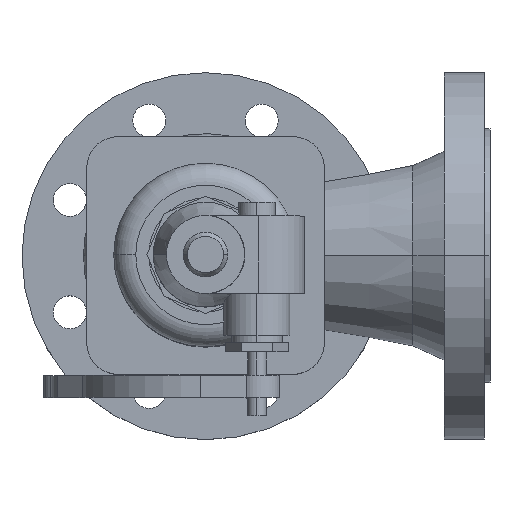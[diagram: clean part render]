
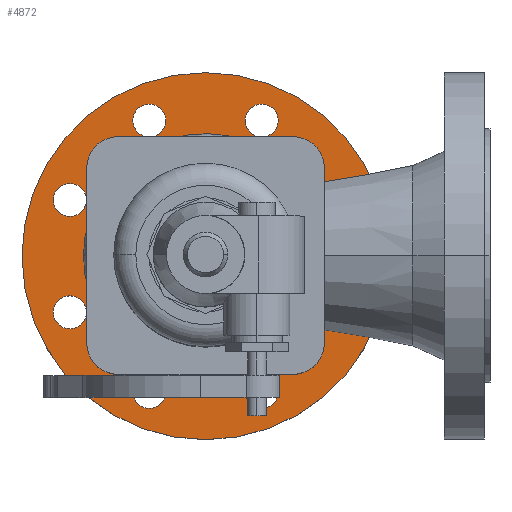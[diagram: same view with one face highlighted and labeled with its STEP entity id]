
A CAD part, top view. The second image highlights one B-rep face of the part: STEP entity #4872.
In plain terms, the highlighted planar face has unit normal (0, 0, 1).
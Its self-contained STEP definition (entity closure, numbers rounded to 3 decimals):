
#1665=CARTESIAN_POINT('',(-100.,0.,24.8));
#1666=VERTEX_POINT('',#1665);
#1667=CARTESIAN_POINT('',(100.,-0.,24.8));
#1668=VERTEX_POINT('',#1667);
#1669=CARTESIAN_POINT('',(0.,-0.,24.8));
#1670=DIRECTION('',(-0.,0.,-1.));
#1671=DIRECTION('',(-1.,0.,0.));
#1672=AXIS2_PLACEMENT_3D('',#1669,#1670,#1671);
#1673=CIRCLE('',#1672,100.);
#1674=EDGE_CURVE('',#1666,#1668,#1673,.T.);
#1707=CARTESIAN_POINT('',(57.,0.,24.8));
#1708=VERTEX_POINT('',#1707);
#1709=CARTESIAN_POINT('',(-57.,-0.,24.8));
#1710=VERTEX_POINT('',#1709);
#1711=CARTESIAN_POINT('',(0.,-0.,24.8));
#1712=DIRECTION('',(0.,0.,-1.));
#1713=DIRECTION('',(-1.,0.,0.));
#1714=AXIS2_PLACEMENT_3D('',#1711,#1712,#1713);
#1715=CIRCLE('',#1714,57.);
#1716=EDGE_CURVE('',#1708,#1710,#1715,.T.);
#3709=CARTESIAN_POINT('',(82.91,30.615,24.8));
#3710=VERTEX_POINT('',#3709);
#3717=CARTESIAN_POINT('',(64.91,30.615,24.8));
#3718=VERTEX_POINT('',#3717);
#3719=CARTESIAN_POINT('',(73.91,30.615,24.8));
#3720=DIRECTION('',(0.,0.,-1.));
#3721=DIRECTION('',(1.,0.,0.));
#3722=AXIS2_PLACEMENT_3D('',#3719,#3720,#3721);
#3723=CIRCLE('',#3722,9.);
#3724=EDGE_CURVE('',#3718,#3710,#3723,.T.);
#3751=CARTESIAN_POINT('',(82.91,-30.615,24.8));
#3752=VERTEX_POINT('',#3751);
#3759=CARTESIAN_POINT('',(64.91,-30.615,24.8));
#3760=VERTEX_POINT('',#3759);
#3761=CARTESIAN_POINT('',(73.91,-30.615,24.8));
#3762=DIRECTION('',(0.,0.,-1.));
#3763=DIRECTION('',(1.,0.,0.));
#3764=AXIS2_PLACEMENT_3D('',#3761,#3762,#3763);
#3765=CIRCLE('',#3764,9.);
#3766=EDGE_CURVE('',#3760,#3752,#3765,.T.);
#3782=CARTESIAN_POINT('',(21.615,-73.91,24.8));
#3783=VERTEX_POINT('',#3782);
#3784=CARTESIAN_POINT('',(39.615,-73.91,24.8));
#3785=VERTEX_POINT('',#3784);
#3786=CARTESIAN_POINT('',(30.615,-73.91,24.8));
#3787=DIRECTION('',(0.,0.,-1.));
#3788=DIRECTION('',(1.,0.,0.));
#3789=AXIS2_PLACEMENT_3D('',#3786,#3787,#3788);
#3790=CIRCLE('',#3789,9.);
#3791=EDGE_CURVE('',#3783,#3785,#3790,.T.);
#3824=CARTESIAN_POINT('',(-21.615,-73.91,24.8));
#3825=VERTEX_POINT('',#3824);
#3826=CARTESIAN_POINT('',(-39.615,-73.91,24.8));
#3827=VERTEX_POINT('',#3826);
#3828=CARTESIAN_POINT('',(-30.615,-73.91,24.8));
#3829=DIRECTION('',(0.,0.,-1.));
#3830=DIRECTION('',(1.,0.,0.));
#3831=AXIS2_PLACEMENT_3D('',#3828,#3829,#3830);
#3832=CIRCLE('',#3831,9.);
#3833=EDGE_CURVE('',#3825,#3827,#3832,.T.);
#3866=CARTESIAN_POINT('',(-82.91,-30.615,24.8));
#3867=VERTEX_POINT('',#3866);
#3868=CARTESIAN_POINT('',(-64.91,-30.615,24.8));
#3869=VERTEX_POINT('',#3868);
#3870=CARTESIAN_POINT('',(-73.91,-30.615,24.8));
#3871=DIRECTION('',(0.,0.,-1.));
#3872=DIRECTION('',(1.,0.,0.));
#3873=AXIS2_PLACEMENT_3D('',#3870,#3871,#3872);
#3874=CIRCLE('',#3873,9.);
#3875=EDGE_CURVE('',#3867,#3869,#3874,.T.);
#3908=CARTESIAN_POINT('',(-82.91,30.615,24.8));
#3909=VERTEX_POINT('',#3908);
#3910=CARTESIAN_POINT('',(-64.91,30.615,24.8));
#3911=VERTEX_POINT('',#3910);
#3912=CARTESIAN_POINT('',(-73.91,30.615,24.8));
#3913=DIRECTION('',(0.,0.,-1.));
#3914=DIRECTION('',(1.,0.,0.));
#3915=AXIS2_PLACEMENT_3D('',#3912,#3913,#3914);
#3916=CIRCLE('',#3915,9.);
#3917=EDGE_CURVE('',#3909,#3911,#3916,.T.);
#3950=CARTESIAN_POINT('',(-39.615,73.91,24.8));
#3951=VERTEX_POINT('',#3950);
#3952=CARTESIAN_POINT('',(-21.615,73.91,24.8));
#3953=VERTEX_POINT('',#3952);
#3954=CARTESIAN_POINT('',(-30.615,73.91,24.8));
#3955=DIRECTION('',(0.,0.,-1.));
#3956=DIRECTION('',(1.,0.,0.));
#3957=AXIS2_PLACEMENT_3D('',#3954,#3955,#3956);
#3958=CIRCLE('',#3957,9.);
#3959=EDGE_CURVE('',#3951,#3953,#3958,.T.);
#4003=CARTESIAN_POINT('',(21.615,73.91,24.8));
#4004=VERTEX_POINT('',#4003);
#4011=CARTESIAN_POINT('',(39.615,73.91,24.8));
#4012=VERTEX_POINT('',#4011);
#4013=CARTESIAN_POINT('',(30.615,73.91,24.8));
#4014=DIRECTION('',(0.,0.,-1.));
#4015=DIRECTION('',(1.,0.,0.));
#4016=AXIS2_PLACEMENT_3D('',#4013,#4014,#4015);
#4017=CIRCLE('',#4016,9.);
#4018=EDGE_CURVE('',#4012,#4004,#4017,.T.);
#4767=CARTESIAN_POINT('',(-78.5,0.,24.8));
#4768=DIRECTION('',(0.,-0.,1.));
#4769=DIRECTION('',(1.,-0.,-0.));
#4770=AXIS2_PLACEMENT_3D('',#4767,#4768,#4769);
#4771=PLANE('',#4770);
#4772=CARTESIAN_POINT('',(30.615,73.91,24.8));
#4773=DIRECTION('',(0.,0.,-1.));
#4774=DIRECTION('',(1.,0.,0.));
#4775=AXIS2_PLACEMENT_3D('',#4772,#4773,#4774);
#4776=CIRCLE('',#4775,9.);
#4777=EDGE_CURVE('',#4004,#4012,#4776,.T.);
#4778=ORIENTED_EDGE('',*,*,#4777,.T.);
#4779=ORIENTED_EDGE('',*,*,#4018,.T.);
#4780=EDGE_LOOP('',(#4778,#4779));
#4781=FACE_BOUND('',#4780,.T.);
#4782=ORIENTED_EDGE('',*,*,#3959,.T.);
#4783=CARTESIAN_POINT('',(-30.615,73.91,24.8));
#4784=DIRECTION('',(0.,0.,-1.));
#4785=DIRECTION('',(1.,0.,0.));
#4786=AXIS2_PLACEMENT_3D('',#4783,#4784,#4785);
#4787=CIRCLE('',#4786,9.);
#4788=EDGE_CURVE('',#3953,#3951,#4787,.T.);
#4789=ORIENTED_EDGE('',*,*,#4788,.T.);
#4790=EDGE_LOOP('',(#4782,#4789));
#4791=FACE_BOUND('',#4790,.T.);
#4792=ORIENTED_EDGE('',*,*,#3917,.T.);
#4793=CARTESIAN_POINT('',(-73.91,30.615,24.8));
#4794=DIRECTION('',(0.,0.,-1.));
#4795=DIRECTION('',(1.,0.,0.));
#4796=AXIS2_PLACEMENT_3D('',#4793,#4794,#4795);
#4797=CIRCLE('',#4796,9.);
#4798=EDGE_CURVE('',#3911,#3909,#4797,.T.);
#4799=ORIENTED_EDGE('',*,*,#4798,.T.);
#4800=EDGE_LOOP('',(#4792,#4799));
#4801=FACE_BOUND('',#4800,.T.);
#4802=ORIENTED_EDGE('',*,*,#3875,.T.);
#4803=CARTESIAN_POINT('',(-73.91,-30.615,24.8));
#4804=DIRECTION('',(0.,0.,-1.));
#4805=DIRECTION('',(1.,0.,0.));
#4806=AXIS2_PLACEMENT_3D('',#4803,#4804,#4805);
#4807=CIRCLE('',#4806,9.);
#4808=EDGE_CURVE('',#3869,#3867,#4807,.T.);
#4809=ORIENTED_EDGE('',*,*,#4808,.T.);
#4810=EDGE_LOOP('',(#4802,#4809));
#4811=FACE_BOUND('',#4810,.T.);
#4812=ORIENTED_EDGE('',*,*,#3833,.T.);
#4813=CARTESIAN_POINT('',(-30.615,-73.91,24.8));
#4814=DIRECTION('',(0.,0.,-1.));
#4815=DIRECTION('',(1.,0.,0.));
#4816=AXIS2_PLACEMENT_3D('',#4813,#4814,#4815);
#4817=CIRCLE('',#4816,9.);
#4818=EDGE_CURVE('',#3827,#3825,#4817,.T.);
#4819=ORIENTED_EDGE('',*,*,#4818,.T.);
#4820=EDGE_LOOP('',(#4812,#4819));
#4821=FACE_BOUND('',#4820,.T.);
#4822=ORIENTED_EDGE('',*,*,#3791,.T.);
#4823=CARTESIAN_POINT('',(30.615,-73.91,24.8));
#4824=DIRECTION('',(0.,0.,-1.));
#4825=DIRECTION('',(1.,0.,0.));
#4826=AXIS2_PLACEMENT_3D('',#4823,#4824,#4825);
#4827=CIRCLE('',#4826,9.);
#4828=EDGE_CURVE('',#3785,#3783,#4827,.T.);
#4829=ORIENTED_EDGE('',*,*,#4828,.T.);
#4830=EDGE_LOOP('',(#4822,#4829));
#4831=FACE_BOUND('',#4830,.T.);
#4832=ORIENTED_EDGE('',*,*,#3766,.T.);
#4833=CARTESIAN_POINT('',(73.91,-30.615,24.8));
#4834=DIRECTION('',(0.,0.,-1.));
#4835=DIRECTION('',(1.,0.,0.));
#4836=AXIS2_PLACEMENT_3D('',#4833,#4834,#4835);
#4837=CIRCLE('',#4836,9.);
#4838=EDGE_CURVE('',#3752,#3760,#4837,.T.);
#4839=ORIENTED_EDGE('',*,*,#4838,.T.);
#4840=EDGE_LOOP('',(#4832,#4839));
#4841=FACE_BOUND('',#4840,.T.);
#4842=CARTESIAN_POINT('',(73.91,30.615,24.8));
#4843=DIRECTION('',(0.,0.,-1.));
#4844=DIRECTION('',(1.,0.,0.));
#4845=AXIS2_PLACEMENT_3D('',#4842,#4843,#4844);
#4846=CIRCLE('',#4845,9.);
#4847=EDGE_CURVE('',#3710,#3718,#4846,.T.);
#4848=ORIENTED_EDGE('',*,*,#4847,.T.);
#4849=ORIENTED_EDGE('',*,*,#3724,.T.);
#4850=EDGE_LOOP('',(#4848,#4849));
#4851=FACE_BOUND('',#4850,.T.);
#4852=ORIENTED_EDGE('',*,*,#1716,.T.);
#4853=CARTESIAN_POINT('',(0.,-0.,24.8));
#4854=DIRECTION('',(0.,0.,-1.));
#4855=DIRECTION('',(-1.,0.,0.));
#4856=AXIS2_PLACEMENT_3D('',#4853,#4854,#4855);
#4857=CIRCLE('',#4856,57.);
#4858=EDGE_CURVE('',#1710,#1708,#4857,.T.);
#4859=ORIENTED_EDGE('',*,*,#4858,.T.);
#4860=EDGE_LOOP('',(#4852,#4859));
#4861=FACE_BOUND('',#4860,.T.);
#4862=ORIENTED_EDGE('',*,*,#1674,.F.);
#4863=CARTESIAN_POINT('',(0.,-0.,24.8));
#4864=DIRECTION('',(-0.,0.,-1.));
#4865=DIRECTION('',(-1.,0.,0.));
#4866=AXIS2_PLACEMENT_3D('',#4863,#4864,#4865);
#4867=CIRCLE('',#4866,100.);
#4868=EDGE_CURVE('',#1668,#1666,#4867,.T.);
#4869=ORIENTED_EDGE('',*,*,#4868,.F.);
#4870=EDGE_LOOP('',(#4862,#4869));
#4871=FACE_BOUND('',#4870,.T.);
#4872=ADVANCED_FACE('',(#4781,#4791,#4801,#4811,#4821,#4831,#4841,#4851,#4861,#4871),#4771,.T.);
